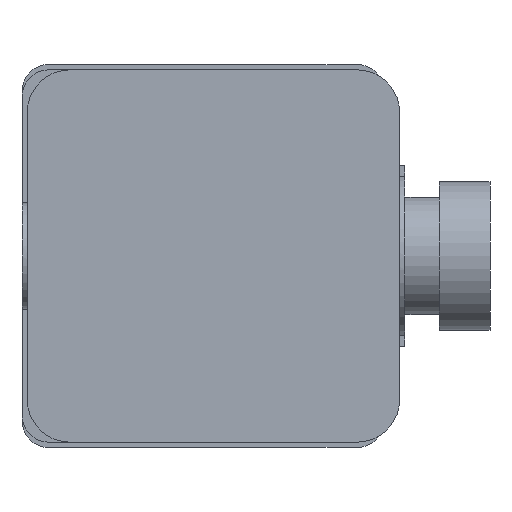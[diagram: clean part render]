
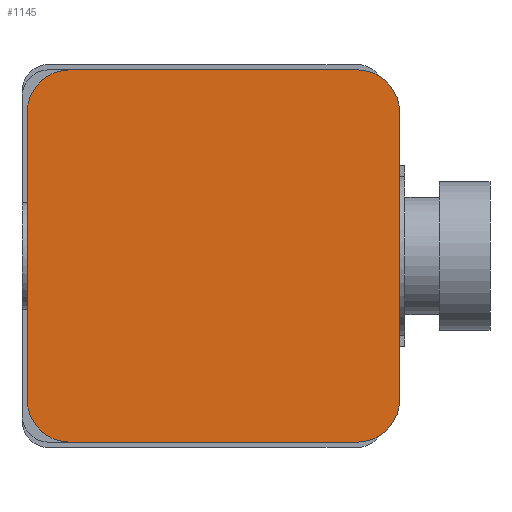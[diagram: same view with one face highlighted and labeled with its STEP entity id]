
A CAD part, front view. The second image highlights one B-rep face of the part: STEP entity #1145.
In plain terms, the highlighted planar face has unit normal (0, -1, 0).
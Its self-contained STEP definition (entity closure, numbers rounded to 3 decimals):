
#27 = CIRCLE ( 'NONE', #2486, 8. ) ;
#31 = ORIENTED_EDGE ( 'NONE', *, *, #512, .T. ) ;
#39 = ORIENTED_EDGE ( 'NONE', *, *, #2169, .T. ) ;
#77 = VERTEX_POINT ( 'NONE', #2574 ) ;
#88 = EDGE_CURVE ( 'NONE', #1161, #794, #27, .T. ) ;
#121 = CARTESIAN_POINT ( 'NONE',  ( 29., -56.5, -35. ) ) ;
#163 = CARTESIAN_POINT ( 'NONE',  ( 0., -56.5, 0. ) ) ;
#194 = ORIENTED_EDGE ( 'NONE', *, *, #1066, .T. ) ;
#345 = LINE ( 'NONE', #121, #2330 ) ;
#349 = CIRCLE ( 'NONE', #2837, 8. ) ;
#512 = EDGE_CURVE ( 'NONE', #794, #677, #2807, .T. ) ;
#561 = DIRECTION ( 'NONE',  ( 0., 0., 1. ) ) ;
#562 = CARTESIAN_POINT ( 'NONE',  ( 37., -56.5, 27. ) ) ;
#581 = VECTOR ( 'NONE', #1730, 1000. ) ;
#629 = DIRECTION ( 'NONE',  ( 0., 0., 1. ) ) ;
#677 = VERTEX_POINT ( 'NONE', #1420 ) ;
#724 = AXIS2_PLACEMENT_3D ( 'NONE', #1189, #985, #561 ) ;
#790 = CARTESIAN_POINT ( 'NONE',  ( 29., -56.5, -35. ) ) ;
#792 = CARTESIAN_POINT ( 'NONE',  ( 29., -56.5, 35. ) ) ;
#794 = VERTEX_POINT ( 'NONE', #1635 ) ;
#831 = CARTESIAN_POINT ( 'NONE',  ( 29., -56.5, 35. ) ) ;
#842 = CIRCLE ( 'NONE', #724, 8. ) ;
#868 = VECTOR ( 'NONE', #2585, 1000. ) ;
#887 = VERTEX_POINT ( 'NONE', #792 ) ;
#891 = EDGE_CURVE ( 'NONE', #1385, #1305, #842, .T. ) ;
#985 = DIRECTION ( 'NONE',  ( 0., -1., 0. ) ) ;
#997 = CARTESIAN_POINT ( 'NONE',  ( -25., -56.5, 27. ) ) ;
#1011 = DIRECTION ( 'NONE',  ( 1., 0., 0. ) ) ;
#1045 = DIRECTION ( 'NONE',  ( 0., -1., 0. ) ) ;
#1066 = EDGE_CURVE ( 'NONE', #887, #1161, #1956, .T. ) ;
#1145 = ADVANCED_FACE ( 'NONE', ( #1777 ), #1257, .F. ) ;
#1161 = VERTEX_POINT ( 'NONE', #2018 ) ;
#1189 = CARTESIAN_POINT ( 'NONE',  ( 29., -56.5, -27. ) ) ;
#1235 = EDGE_CURVE ( 'NONE', #2158, #887, #349, .T. ) ;
#1247 = DIRECTION ( 'NONE',  ( 0., 0., 1. ) ) ;
#1249 = VECTOR ( 'NONE', #1247, 1000. ) ;
#1257 = PLANE ( 'NONE',  #1734 ) ;
#1305 = VERTEX_POINT ( 'NONE', #1872 ) ;
#1330 = CARTESIAN_POINT ( 'NONE',  ( -25., -56.5, -27. ) ) ;
#1335 = ORIENTED_EDGE ( 'NONE', *, *, #891, .T. ) ;
#1385 = VERTEX_POINT ( 'NONE', #790 ) ;
#1420 = CARTESIAN_POINT ( 'NONE',  ( -33., -56.5, -27. ) ) ;
#1476 = LINE ( 'NONE', #2352, #1249 ) ;
#1482 = DIRECTION ( 'NONE',  ( 0., 0., 1. ) ) ;
#1635 = CARTESIAN_POINT ( 'NONE',  ( -33., -56.5, 27. ) ) ;
#1713 = CARTESIAN_POINT ( 'NONE',  ( -33., -56.5, 27. ) ) ;
#1716 = DIRECTION ( 'NONE',  ( 0., 1., 0. ) ) ;
#1730 = DIRECTION ( 'NONE',  ( -1., 0., 0. ) ) ;
#1734 = AXIS2_PLACEMENT_3D ( 'NONE', #163, #1716, #629 ) ;
#1777 = FACE_OUTER_BOUND ( 'NONE', #2207, .T. ) ;
#1784 = EDGE_CURVE ( 'NONE', #1305, #2158, #1476, .T. ) ;
#1801 = DIRECTION ( 'NONE',  ( 0., -1., 0. ) ) ;
#1804 = CARTESIAN_POINT ( 'NONE',  ( 29., -56.5, 27. ) ) ;
#1872 = CARTESIAN_POINT ( 'NONE',  ( 37., -56.5, -27. ) ) ;
#1956 = LINE ( 'NONE', #831, #581 ) ;
#2003 = DIRECTION ( 'NONE',  ( 0., -1., 0. ) ) ;
#2018 = CARTESIAN_POINT ( 'NONE',  ( -25., -56.5, 35. ) ) ;
#2037 = ORIENTED_EDGE ( 'NONE', *, *, #88, .T. ) ;
#2158 = VERTEX_POINT ( 'NONE', #562 ) ;
#2169 = EDGE_CURVE ( 'NONE', #77, #1385, #345, .T. ) ;
#2207 = EDGE_LOOP ( 'NONE', ( #2691, #194, #2037, #31, #2584, #39, #1335, #2831 ) ) ;
#2216 = DIRECTION ( 'NONE',  ( 0., 0., -1. ) ) ;
#2245 = AXIS2_PLACEMENT_3D ( 'NONE', #1330, #1801, #2216 ) ;
#2260 = DIRECTION ( 'NONE',  ( 0., 0., -1. ) ) ;
#2330 = VECTOR ( 'NONE', #1011, 1000. ) ;
#2352 = CARTESIAN_POINT ( 'NONE',  ( 37., -56.5, 27. ) ) ;
#2486 = AXIS2_PLACEMENT_3D ( 'NONE', #997, #1045, #1482 ) ;
#2558 = EDGE_CURVE ( 'NONE', #677, #77, #2710, .T. ) ;
#2574 = CARTESIAN_POINT ( 'NONE',  ( -25., -56.5, -35. ) ) ;
#2584 = ORIENTED_EDGE ( 'NONE', *, *, #2558, .T. ) ;
#2585 = DIRECTION ( 'NONE',  ( 0., 0., -1. ) ) ;
#2691 = ORIENTED_EDGE ( 'NONE', *, *, #1235, .T. ) ;
#2710 = CIRCLE ( 'NONE', #2245, 8. ) ;
#2807 = LINE ( 'NONE', #1713, #868 ) ;
#2831 = ORIENTED_EDGE ( 'NONE', *, *, #1784, .T. ) ;
#2837 = AXIS2_PLACEMENT_3D ( 'NONE', #1804, #2003, #2260 ) ;
